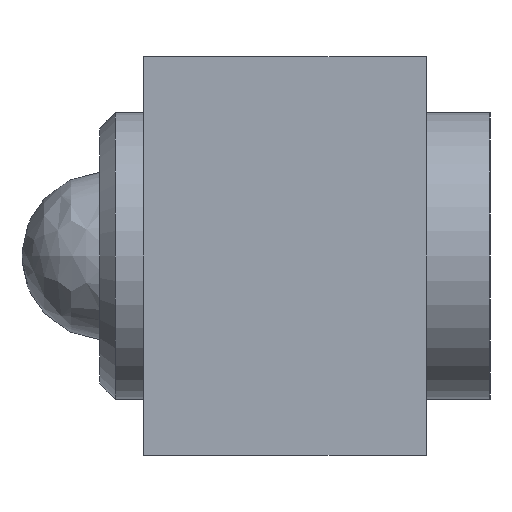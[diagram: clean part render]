
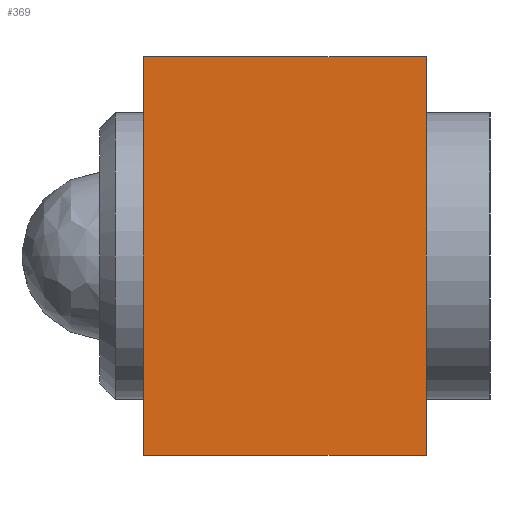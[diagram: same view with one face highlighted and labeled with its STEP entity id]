
A CAD part, left-side view. The second image highlights one B-rep face of the part: STEP entity #369.
In plain terms, the highlighted planar face has unit normal (-1, 0, 0).
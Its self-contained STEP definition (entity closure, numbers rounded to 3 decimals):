
#37=PLANE('',#419);
#55=FACE_OUTER_BOUND('',#82,.T.);
#82=EDGE_LOOP('',(#279,#280,#281,#282));
#120=LINE('',#612,#141);
#121=LINE('',#615,#142);
#122=LINE('',#617,#143);
#123=LINE('',#618,#144);
#141=VECTOR('',#488,10.);
#142=VECTOR('',#491,10.);
#143=VECTOR('',#492,10.);
#144=VECTOR('',#493,10.);
#189=VERTEX_POINT('',#605);
#192=VERTEX_POINT('',#610);
#193=VERTEX_POINT('',#614);
#194=VERTEX_POINT('',#616);
#227=EDGE_CURVE('',#189,#192,#120,.T.);
#228=EDGE_CURVE('',#193,#189,#121,.T.);
#229=EDGE_CURVE('',#194,#192,#122,.T.);
#230=EDGE_CURVE('',#193,#194,#123,.T.);
#279=ORIENTED_EDGE('',*,*,#228,.T.);
#280=ORIENTED_EDGE('',*,*,#227,.T.);
#281=ORIENTED_EDGE('',*,*,#229,.F.);
#282=ORIENTED_EDGE('',*,*,#230,.F.);
#369=ADVANCED_FACE('',(#55),#37,.T.);
#419=AXIS2_PLACEMENT_3D('',#613,#489,#490);
#488=DIRECTION('',(0.,1.,0.));
#489=DIRECTION('center_axis',(-1.,0.,0.));
#490=DIRECTION('ref_axis',(0.,0.,1.));
#491=DIRECTION('',(0.,0.,1.));
#492=DIRECTION('',(0.,0.,1.));
#493=DIRECTION('',(0.,1.,0.));
#605=CARTESIAN_POINT('',(-3.81,0.,1.27));
#610=CARTESIAN_POINT('',(-3.81,1.803,1.27));
#612=CARTESIAN_POINT('',(-3.81,0.,1.27));
#613=CARTESIAN_POINT('Origin',(-3.81,0.,-1.27));
#614=CARTESIAN_POINT('',(-3.81,0.,-1.27));
#615=CARTESIAN_POINT('',(-3.81,0.,-1.27));
#616=CARTESIAN_POINT('',(-3.81,1.803,-1.27));
#617=CARTESIAN_POINT('',(-3.81,1.803,-1.27));
#618=CARTESIAN_POINT('',(-3.81,0.,-1.27));
